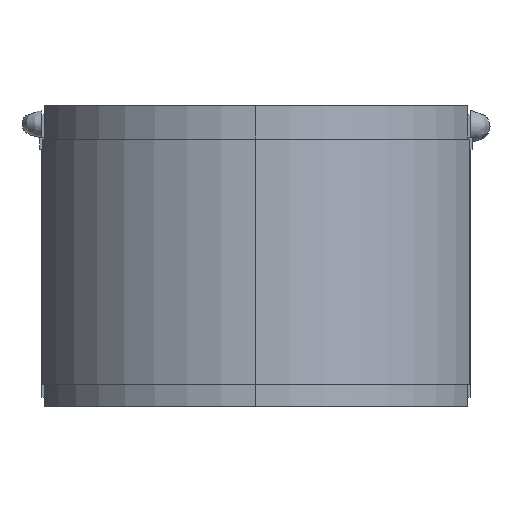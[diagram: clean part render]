
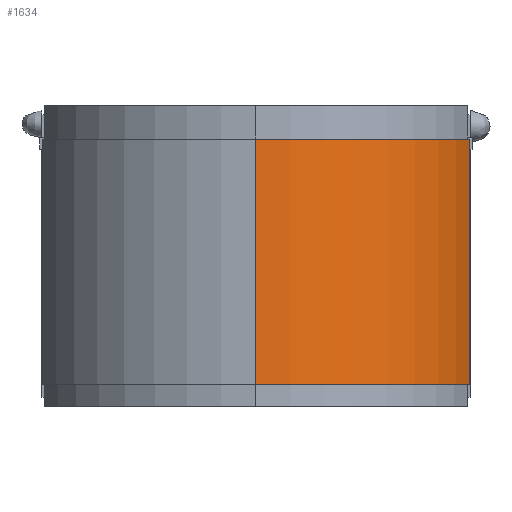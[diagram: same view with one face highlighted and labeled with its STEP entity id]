
A CAD part, left-side view. The second image highlights one B-rep face of the part: STEP entity #1634.
In plain terms, the highlighted cylindrical face has radius 10.1 mm (diameter 20.2 mm), a partial arc.
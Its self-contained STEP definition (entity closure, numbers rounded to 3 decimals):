
#60 = DIRECTION ( 'NONE',  ( 0., 0., -1. ) ) ;
#178 = LINE ( 'NONE', #1199, #2089 ) ;
#215 = ORIENTED_EDGE ( 'NONE', *, *, #3109, .T. ) ;
#261 = CARTESIAN_POINT ( 'NONE',  ( 0., 0., 1. ) ) ;
#363 = CARTESIAN_POINT ( 'NONE',  ( -3.138, -9.6, 12. ) ) ;
#421 = CARTESIAN_POINT ( 'NONE',  ( -10.1, 0., 12. ) ) ;
#602 = CARTESIAN_POINT ( 'NONE',  ( 0., 0., 12. ) ) ;
#630 = AXIS2_PLACEMENT_3D ( 'NONE', #602, #855, #2149 ) ;
#631 = AXIS2_PLACEMENT_3D ( 'NONE', #1324, #60, #2167 ) ;
#708 = CARTESIAN_POINT ( 'NONE',  ( -10.1, 0., 12. ) ) ;
#855 = DIRECTION ( 'NONE',  ( 0., 0., 1. ) ) ;
#931 = EDGE_CURVE ( 'NONE', #1230, #1216, #178, .T. ) ;
#949 = CARTESIAN_POINT ( 'NONE',  ( -3.138, -9.6, 1. ) ) ;
#970 = VECTOR ( 'NONE', #2226, 1000. ) ;
#993 = FACE_OUTER_BOUND ( 'NONE', #2087, .T. ) ;
#1199 = CARTESIAN_POINT ( 'NONE',  ( -3.138, -9.6, 12. ) ) ;
#1203 = VERTEX_POINT ( 'NONE', #708 ) ;
#1216 = VERTEX_POINT ( 'NONE', #949 ) ;
#1230 = VERTEX_POINT ( 'NONE', #363 ) ;
#1233 = VERTEX_POINT ( 'NONE', #3275 ) ;
#1288 = EDGE_CURVE ( 'NONE', #1203, #1233, #2451, .T. ) ;
#1324 = CARTESIAN_POINT ( 'NONE',  ( 0., 0., 12. ) ) ;
#1329 = ORIENTED_EDGE ( 'NONE', *, *, #931, .F. ) ;
#1338 = DIRECTION ( 'NONE',  ( 1., 0., 0. ) ) ;
#1576 = CIRCLE ( 'NONE', #1794, 10.1 ) ;
#1634 = ADVANCED_FACE ( 'NONE', ( #993 ), #2139, .T. ) ;
#1794 = AXIS2_PLACEMENT_3D ( 'NONE', #261, #2392, #1338 ) ;
#2087 = EDGE_LOOP ( 'NONE', ( #3057, #2444, #215, #1329 ) ) ;
#2089 = VECTOR ( 'NONE', #2772, 1000. ) ;
#2094 = CIRCLE ( 'NONE', #630, 10.1 ) ;
#2139 = CYLINDRICAL_SURFACE ( 'NONE', #631, 10.1 ) ;
#2149 = DIRECTION ( 'NONE',  ( 1., 0., 0. ) ) ;
#2167 = DIRECTION ( 'NONE',  ( -1., 0., 0. ) ) ;
#2226 = DIRECTION ( 'NONE',  ( 0., 0., -1. ) ) ;
#2392 = DIRECTION ( 'NONE',  ( 0., 0., 1. ) ) ;
#2416 = EDGE_CURVE ( 'NONE', #1203, #1230, #2094, .T. ) ;
#2444 = ORIENTED_EDGE ( 'NONE', *, *, #1288, .T. ) ;
#2451 = LINE ( 'NONE', #421, #970 ) ;
#2772 = DIRECTION ( 'NONE',  ( 0., 0., -1. ) ) ;
#3057 = ORIENTED_EDGE ( 'NONE', *, *, #2416, .F. ) ;
#3109 = EDGE_CURVE ( 'NONE', #1233, #1216, #1576, .T. ) ;
#3275 = CARTESIAN_POINT ( 'NONE',  ( -10.1, 0., 1. ) ) ;
